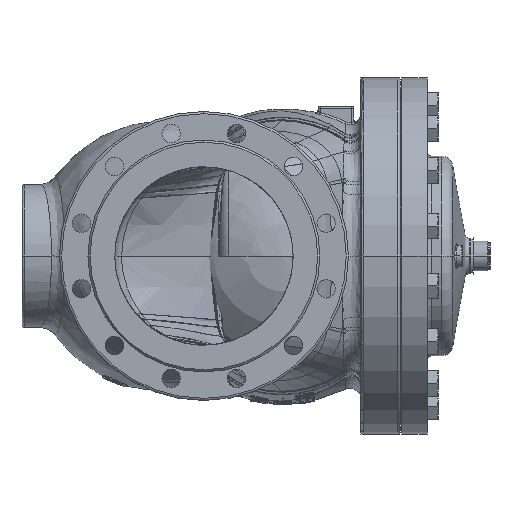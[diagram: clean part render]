
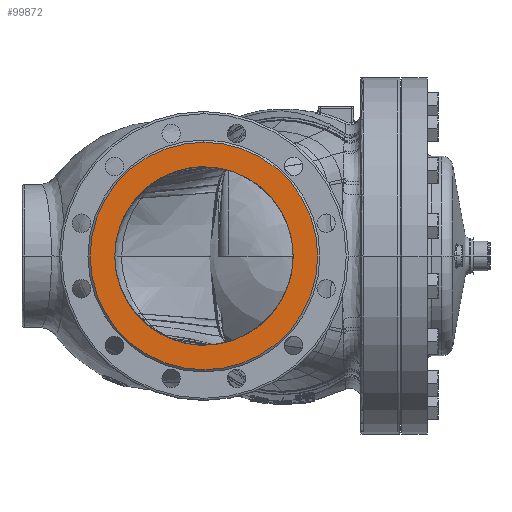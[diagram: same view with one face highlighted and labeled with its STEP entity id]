
A CAD part, left-side view. The second image highlights one B-rep face of the part: STEP entity #99872.
In plain terms, the highlighted planar face has unit normal (-1, 0, 0).
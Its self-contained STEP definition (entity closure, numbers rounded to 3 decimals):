
#23063=CARTESIAN_POINT('',(-365.,0.,0.));
#23064=DIRECTION('',(-1.,0.,0.));
#23065=DIRECTION('',(0.,0.,-1.));
#23066=AXIS2_PLACEMENT_3D('',#23063,#23064,#23065);
#23068=CARTESIAN_POINT('',(-365.,0.,0.));
#23069=DIRECTION('',(1.,0.,0.));
#23070=DIRECTION('',(0.,0.,-1.));
#23071=AXIS2_PLACEMENT_3D('',#23068,#23069,#23070);
#23073=CARTESIAN_POINT('',(-365.,0.,0.));
#23074=DIRECTION('',(-1.,0.,0.));
#23075=DIRECTION('',(0.,1.,0.));
#23076=AXIS2_PLACEMENT_3D('',#23073,#23074,#23075);
#23078=CARTESIAN_POINT('',(-365.,0.,0.));
#23079=DIRECTION('',(-1.,0.,0.));
#23080=DIRECTION('',(0.,-1.,0.));
#23081=AXIS2_PLACEMENT_3D('',#23078,#23079,#23080);
#53795=CARTESIAN_POINT('',(-365.,0.,-159.5));
#53797=VERTEX_POINT('',#53795);
#53799=CARTESIAN_POINT('',(-365.,0.,159.5));
#53801=VERTEX_POINT('',#53799);
#55720=CARTESIAN_POINT('',(-365.,125.,0.));
#55721=CARTESIAN_POINT('',(-365.,-125.,0.));
#55722=VERTEX_POINT('',#55720);
#55723=VERTEX_POINT('',#55721);
#99857=CARTESIAN_POINT('',(-365.,0.,0.));
#99858=DIRECTION('',(-1.,0.,0.));
#99859=DIRECTION('',(0.,0.,-1.));
#99860=AXIS2_PLACEMENT_3D('',#99857,#99858,#99859);
#99861=PLANE('',#99860);
#99862=ORIENTED_EDGE('',*,*,#99850,.F.);
#99863=ORIENTED_EDGE('',*,*,#99839,.T.);
#99864=EDGE_LOOP('',(#99862,#99863));
#99865=FACE_OUTER_BOUND('',#99864,.F.);
#99867=ORIENTED_EDGE('',*,*,#99866,.T.);
#99869=ORIENTED_EDGE('',*,*,#99868,.T.);
#99870=EDGE_LOOP('',(#99867,#99869));
#99871=FACE_BOUND('',#99870,.F.);
#99872=ADVANCED_FACE('',(#99865,#99871),#99861,.T.);
#23067=CIRCLE('',#23066,159.5);
#23072=CIRCLE('',#23071,159.5);
#23077=CIRCLE('',#23076,125.);
#23082=CIRCLE('',#23081,125.);
#99839=EDGE_CURVE('',#53797,#53801,#23072,.T.);
#99850=EDGE_CURVE('',#53797,#53801,#23067,.T.);
#99866=EDGE_CURVE('',#55722,#55723,#23077,.T.);
#99868=EDGE_CURVE('',#55723,#55722,#23082,.T.);
